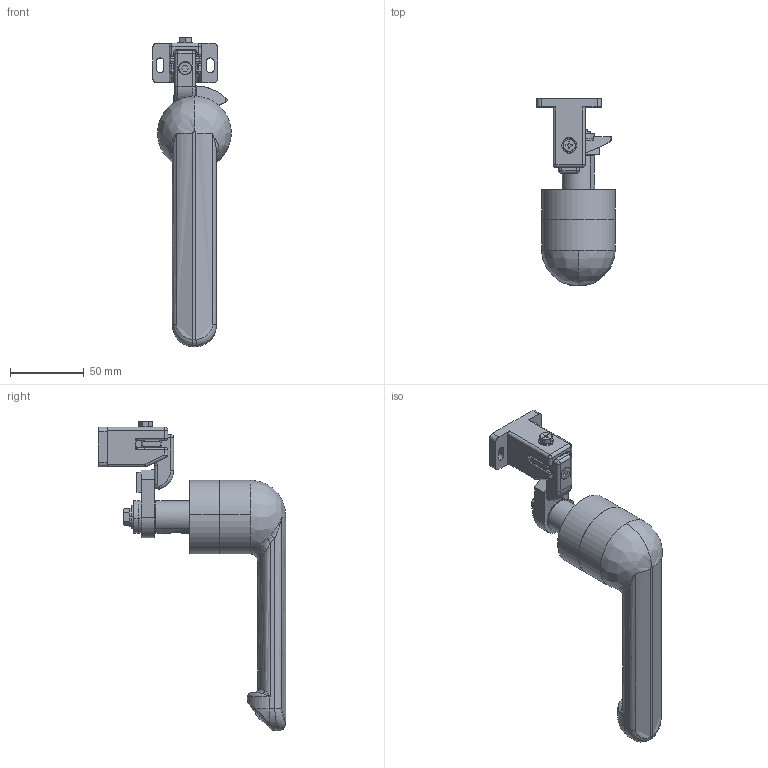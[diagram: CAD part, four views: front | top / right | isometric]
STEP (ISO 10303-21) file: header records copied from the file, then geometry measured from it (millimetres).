
FILE_DESCRIPTION((''),'2;1');
FILE_NAME('','2008-05-01T20:36:17',(''),(''),'','CADfix','');
FILE_SCHEMA(('AUTOMOTIVE_DESIGN { 1 0 10303 214 1 1 1 1 }'));
Length unit declared in the file: millimetre
Bounding box: 53.2 x 127 x 210.1 mm (x, y, z)
Volume: 217691.6 mm3; surface area: 58037.9 mm2
Topology: 9 solids, 9 shells, 500 faces, 1339 edges, 886 vertices
Faces by surface type: bspline 500
Entity records: 19609 total; most frequent: CARTESIAN_POINT 11964, ORIENTED_EDGE 2664, EDGE_CURVE 1332, VERTEX_POINT 886, QUASI_UNIFORM_CURVE 638, EDGE_LOOP 554, FACE_OUTER_BOUND 500, ADVANCED_FACE 500
